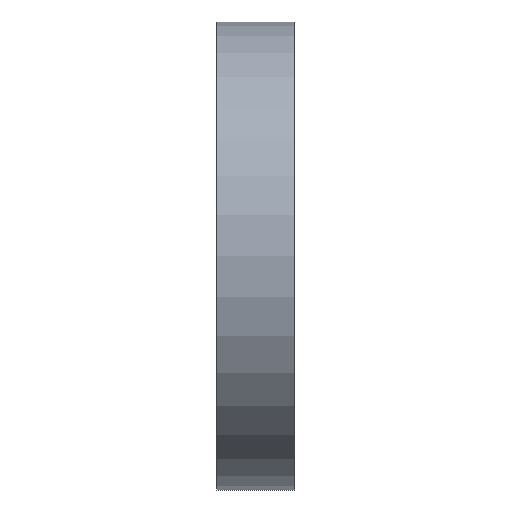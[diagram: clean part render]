
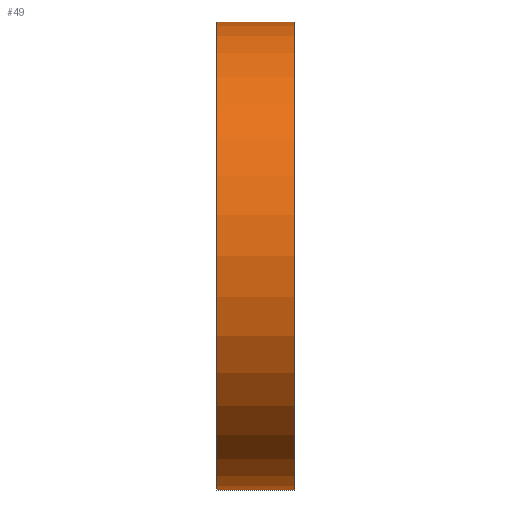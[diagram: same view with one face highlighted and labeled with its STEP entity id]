
A CAD part, front view. The second image highlights one B-rep face of the part: STEP entity #49.
In plain terms, the highlighted cylindrical face has radius 30 mm (diameter 60 mm), a full revolution.
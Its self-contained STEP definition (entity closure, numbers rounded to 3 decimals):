
#9 = DIRECTION ( 'NONE',  ( -1., 0., 0. ) ) ;
#49 = ADVANCED_FACE ( 'NONE', ( #594, #314 ), #427, .T. ) ;
#51 = VERTEX_POINT ( 'NONE', #476 ) ;
#100 = DIRECTION ( 'NONE',  ( 0., 0., 1. ) ) ;
#104 = AXIS2_PLACEMENT_3D ( 'NONE', #723, #9, #626 ) ;
#186 = CARTESIAN_POINT ( 'NONE',  ( 0., 0., 0. ) ) ;
#222 = AXIS2_PLACEMENT_3D ( 'NONE', #368, #1075, #100 ) ;
#241 = CIRCLE ( 'NONE', #506, 30. ) ;
#256 = VERTEX_POINT ( 'NONE', #653 ) ;
#271 = EDGE_LOOP ( 'NONE', ( #827 ) ) ;
#314 = FACE_OUTER_BOUND ( 'NONE', #415, .T. ) ;
#363 = DIRECTION ( 'NONE',  ( -1., 0., 0. ) ) ;
#368 = CARTESIAN_POINT ( 'NONE',  ( -10., 0., 0. ) ) ;
#386 = EDGE_CURVE ( 'NONE', #51, #51, #241, .T. ) ;
#415 = EDGE_LOOP ( 'NONE', ( #471 ) ) ;
#427 = CYLINDRICAL_SURFACE ( 'NONE', #104, 30. ) ;
#471 = ORIENTED_EDGE ( 'NONE', *, *, #386, .T. ) ;
#476 = CARTESIAN_POINT ( 'NONE',  ( 0., 0., 30. ) ) ;
#506 = AXIS2_PLACEMENT_3D ( 'NONE', #186, #363, #543 ) ;
#543 = DIRECTION ( 'NONE',  ( 0., 0., 1. ) ) ;
#594 = FACE_OUTER_BOUND ( 'NONE', #271, .T. ) ;
#626 = DIRECTION ( 'NONE',  ( 0., 0., 1. ) ) ;
#653 = CARTESIAN_POINT ( 'NONE',  ( -10., 0., 30. ) ) ;
#723 = CARTESIAN_POINT ( 'NONE',  ( 0., 0., 0. ) ) ;
#827 = ORIENTED_EDGE ( 'NONE', *, *, #880, .T. ) ;
#880 = EDGE_CURVE ( 'NONE', #256, #256, #1109, .T. ) ;
#1075 = DIRECTION ( 'NONE',  ( 1., 0., 0. ) ) ;
#1109 = CIRCLE ( 'NONE', #222, 30. ) ;
